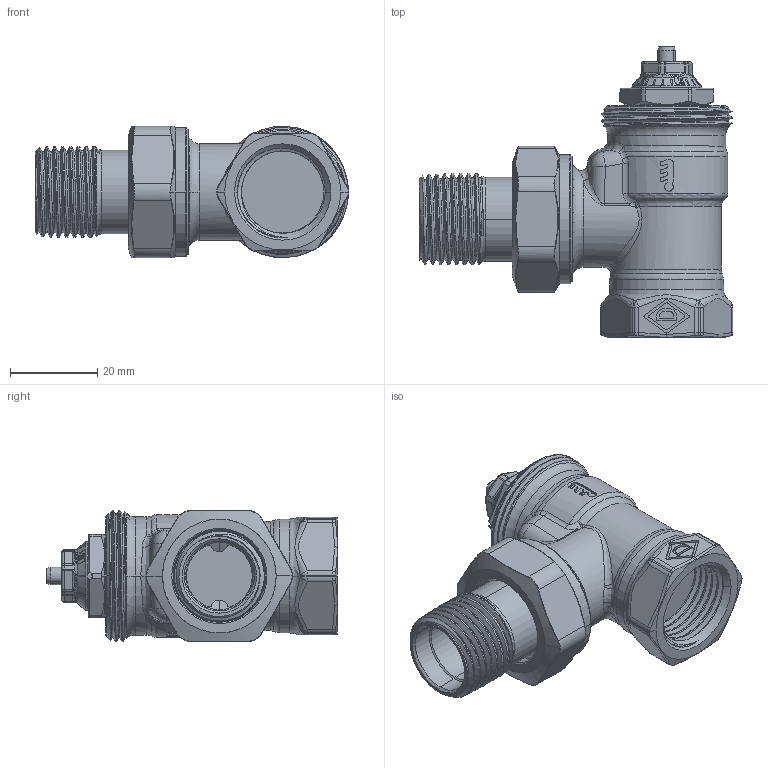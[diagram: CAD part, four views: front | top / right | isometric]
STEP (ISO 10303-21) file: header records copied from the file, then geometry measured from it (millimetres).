
FILE_DESCRIPTION((''),'2;1');
FILE_NAME('3951-02-000-FERTIG','2020-11-16T17:07:26',('perben'),(''),'CREO PARAMETRIC BY PTC INC, 2019030','CREO PARAMETRIC BY PTC INC, 2019030','');
FILE_SCHEMA(('CONFIG_CONTROL_DESIGN'));
Length unit declared in the file: millimetre
Products named in the file (1): 3951-02-000-FERTIG
Bounding box: 71.66 x 66.5 x 30 mm (x, y, z)
Volume: 43442.3 mm3; surface area: 16059.7 mm2
Topology: 1 solids, 1 shells, 939 faces, 2429 edges, 1525 vertices
Faces by surface type: cylinder 273, plane 267, bspline 145, extrusion 82, cone 75, torus 69, sphere 28
Entity records: 50523 total; most frequent: CARTESIAN_POINT 29607, ORIENTED_EDGE 4858, DIRECTION 3587, EDGE_CURVE 2429, VERTEX_POINT 1525, AXIS2_PLACEMENT_3D 1331, B_SPLINE_CURVE_WITH_KNOTS 1049, EDGE_LOOP 972
